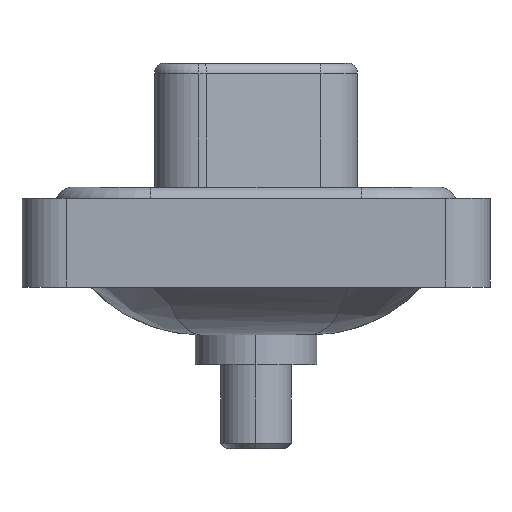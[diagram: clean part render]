
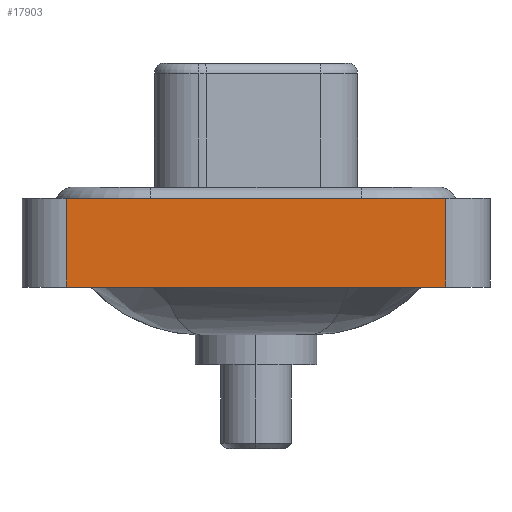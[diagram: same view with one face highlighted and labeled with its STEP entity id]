
A CAD part, left-side view. The second image highlights one B-rep face of the part: STEP entity #17903.
In plain terms, the highlighted planar face has unit normal (-1, 0, 0).
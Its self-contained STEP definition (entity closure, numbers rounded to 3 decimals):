
#441 = PLANE ( 'NONE',  #6242 ) ;
#443 = DIRECTION ( 'NONE',  ( 0., -1., 0. ) ) ;
#630 = DIRECTION ( 'NONE',  ( 0., 0., 1. ) ) ;
#662 = VERTEX_POINT ( 'NONE', #17901 ) ;
#2455 = VECTOR ( 'NONE', #630, 1000. ) ;
#3715 = EDGE_CURVE ( 'NONE', #17233, #3850, #15993, .T. ) ;
#3850 = VERTEX_POINT ( 'NONE', #9515 ) ;
#4348 = VECTOR ( 'NONE', #5429, 1000. ) ;
#4427 = ORIENTED_EDGE ( 'NONE', *, *, #4481, .T. ) ;
#4481 = EDGE_CURVE ( 'NONE', #3850, #662, #9934, .T. ) ;
#4497 = ORIENTED_EDGE ( 'NONE', *, *, #13327, .F. ) ;
#4891 = EDGE_CURVE ( 'NONE', #17233, #9878, #10355, .T. ) ;
#5429 = DIRECTION ( 'NONE',  ( 0., -1., 0. ) ) ;
#5922 = VECTOR ( 'NONE', #7134, 1000. ) ;
#6242 = AXIS2_PLACEMENT_3D ( 'NONE', #14366, #7466, #14276 ) ;
#7073 = VECTOR ( 'NONE', #443, 1000. ) ;
#7134 = DIRECTION ( 'NONE',  ( 0., 0., 1. ) ) ;
#7466 = DIRECTION ( 'NONE',  ( -1., 0., 0. ) ) ;
#8134 = CARTESIAN_POINT ( 'NONE',  ( -7.25, 8.55, -3.6 ) ) ;
#9515 = CARTESIAN_POINT ( 'NONE',  ( -7.25, -8.55, -3.6 ) ) ;
#9878 = VERTEX_POINT ( 'NONE', #13193 ) ;
#9934 = LINE ( 'NONE', #10109, #5922 ) ;
#10109 = CARTESIAN_POINT ( 'NONE',  ( -7.25, -8.55, -3.6 ) ) ;
#10355 = LINE ( 'NONE', #16086, #2455 ) ;
#11535 = FACE_OUTER_BOUND ( 'NONE', #16003, .T. ) ;
#11627 = CARTESIAN_POINT ( 'NONE',  ( -7.25, -8.55, -3.6 ) ) ;
#12615 = LINE ( 'NONE', #17890, #4348 ) ;
#13193 = CARTESIAN_POINT ( 'NONE',  ( -7.25, 8.55, 0.4 ) ) ;
#13327 = EDGE_CURVE ( 'NONE', #9878, #662, #12615, .T. ) ;
#14276 = DIRECTION ( 'NONE',  ( 0., 0., 1. ) ) ;
#14366 = CARTESIAN_POINT ( 'NONE',  ( -7.25, -8.55, -3.6 ) ) ;
#15993 = LINE ( 'NONE', #11627, #7073 ) ;
#16003 = EDGE_LOOP ( 'NONE', ( #4427, #4497, #17708, #16525 ) ) ;
#16086 = CARTESIAN_POINT ( 'NONE',  ( -7.25, 8.55, -3.6 ) ) ;
#16525 = ORIENTED_EDGE ( 'NONE', *, *, #3715, .T. ) ;
#17233 = VERTEX_POINT ( 'NONE', #8134 ) ;
#17708 = ORIENTED_EDGE ( 'NONE', *, *, #4891, .F. ) ;
#17890 = CARTESIAN_POINT ( 'NONE',  ( -7.25, -8.55, 0.4 ) ) ;
#17901 = CARTESIAN_POINT ( 'NONE',  ( -7.25, -8.55, 0.4 ) ) ;
#17903 = ADVANCED_FACE ( 'NONE', ( #11535 ), #441, .T. ) ;
